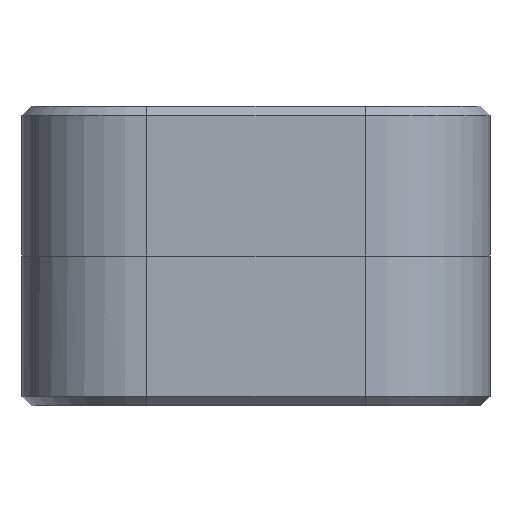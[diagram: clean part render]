
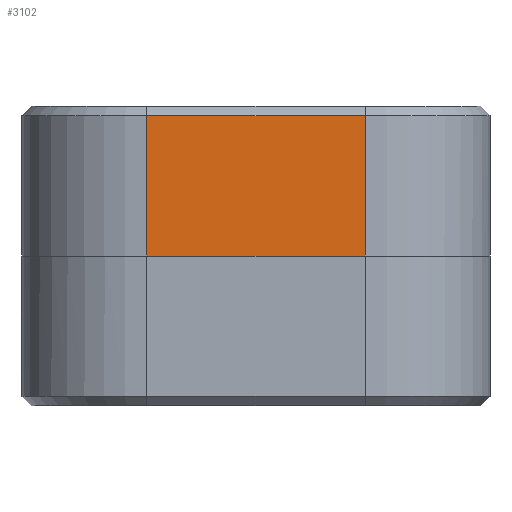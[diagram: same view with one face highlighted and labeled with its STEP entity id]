
A CAD part, front view. The second image highlights one B-rep face of the part: STEP entity #3102.
In plain terms, the highlighted planar face has unit normal (0, -1, 0).
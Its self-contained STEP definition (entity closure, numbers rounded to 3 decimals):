
#104=DIRECTION('',(1.,0.,0.));
#105=VECTOR('',#104,7.);
#106=CARTESIAN_POINT('',(-3.5,-9.,0.));
#107=LINE('',#106,#105);
#1015=DIRECTION('',(1.,0.,0.));
#1016=VECTOR('',#1015,7.);
#1017=CARTESIAN_POINT('',(-3.5,-9.,4.5));
#1018=LINE('',#1017,#1016);
#1022=DIRECTION('',(0.,0.,-1.));
#1023=VECTOR('',#1022,4.5);
#1024=CARTESIAN_POINT('',(3.5,-9.,4.5));
#1025=LINE('',#1024,#1023);
#1029=DIRECTION('',(0.,0.,-1.));
#1030=VECTOR('',#1029,4.5);
#1031=CARTESIAN_POINT('',(-3.5,-9.,4.5));
#1032=LINE('',#1031,#1030);
#2020=CARTESIAN_POINT('',(-3.5,-9.,0.));
#2021=CARTESIAN_POINT('',(3.5,-9.,0.));
#2022=VERTEX_POINT('',#2020);
#2023=VERTEX_POINT('',#2021);
#2177=CARTESIAN_POINT('',(3.5,-9.,4.5));
#2178=VERTEX_POINT('',#2177);
#2186=CARTESIAN_POINT('',(-3.5,-9.,4.5));
#2188=VERTEX_POINT('',#2186);
#3089=CARTESIAN_POINT('',(-7.5,-9.,0.));
#3090=DIRECTION('',(0.,-1.,0.));
#3091=DIRECTION('',(1.,0.,0.));
#3092=AXIS2_PLACEMENT_3D('',#3089,#3090,#3091);
#3093=PLANE('',#3092);
#3094=ORIENTED_EDGE('',*,*,#3082,.T.);
#3096=ORIENTED_EDGE('',*,*,#3095,.T.);
#3097=ORIENTED_EDGE('',*,*,#2344,.F.);
#3099=ORIENTED_EDGE('',*,*,#3098,.F.);
#3100=EDGE_LOOP('',(#3094,#3096,#3097,#3099));
#3101=FACE_OUTER_BOUND('',#3100,.F.);
#3102=ADVANCED_FACE('',(#3101),#3093,.T.);
#2344=EDGE_CURVE('',#2022,#2023,#107,.T.);
#3082=EDGE_CURVE('',#2188,#2178,#1018,.T.);
#3095=EDGE_CURVE('',#2178,#2023,#1025,.T.);
#3098=EDGE_CURVE('',#2188,#2022,#1032,.T.);
